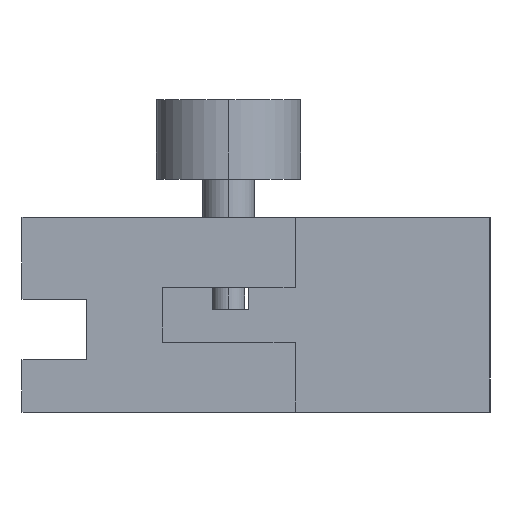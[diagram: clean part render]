
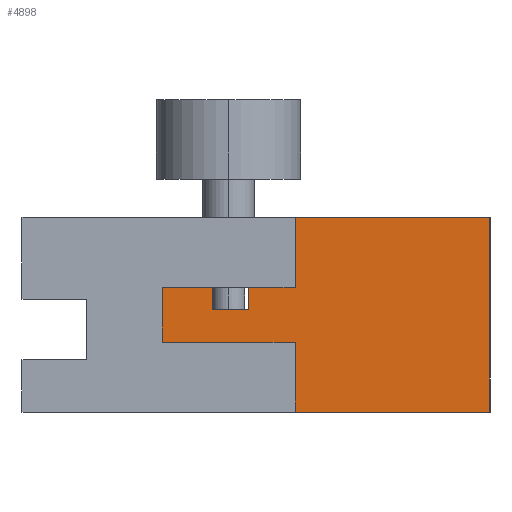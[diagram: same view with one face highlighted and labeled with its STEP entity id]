
A CAD part, left-side view. The second image highlights one B-rep face of the part: STEP entity #4898.
In plain terms, the highlighted planar face has unit normal (-1, 0, 0).
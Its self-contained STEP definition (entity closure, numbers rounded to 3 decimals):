
#1590 = CARTESIAN_POINT ( 'NONE',  ( -48., 13.26, 1.5 ) ) ;
#1593 = CARTESIAN_POINT ( 'NONE',  ( -48., 10.7, -1.51 ) ) ;
#1600 = CARTESIAN_POINT ( 'NONE',  ( -48., 0., -5.35 ) ) ;
#1604 = CARTESIAN_POINT ( 'NONE',  ( -48., 18., 1.5 ) ) ;
#1641 = CARTESIAN_POINT ( 'NONE',  ( -48., 10.7, -5.35 ) ) ;
#1644 = FACE_OUTER_BOUND ( 'NONE', #3205, .T. ) ;
#1645 = PLANE ( 'NONE',  #3509 ) ;
#1647 = DIRECTION ( 'NONE',  ( 1., 0., 0. ) ) ;
#1648 = DIRECTION ( 'NONE',  ( 0., 0., -1. ) ) ;
#1921 = LINE ( 'NONE', #1931, #5132 ) ;
#1931 = CARTESIAN_POINT ( 'NONE',  ( -48., 13.26, 1.5 ) ) ;
#1932 = DIRECTION ( 'NONE',  ( 0., -1., 0. ) ) ;
#1957 = LINE ( 'NONE', #1959, #5131 ) ;
#1958 = CARTESIAN_POINT ( 'NONE',  ( -48., 10.7, -5.35 ) ) ;
#1959 = CARTESIAN_POINT ( 'NONE',  ( -48., 18., -1.51 ) ) ;
#1960 = DIRECTION ( 'NONE',  ( 0., 0., 1. ) ) ;
#1966 = LINE ( 'NONE', #1968, #5125 ) ;
#1967 = LINE ( 'NONE', #1958, #4977 ) ;
#1968 = CARTESIAN_POINT ( 'NONE',  ( -48., 10.7, -1.51 ) ) ;
#1969 = DIRECTION ( 'NONE',  ( 0., 1., 0. ) ) ;
#1978 = DIRECTION ( 'NONE',  ( 0., 0., 1. ) ) ;
#1988 = LINE ( 'NONE', #1996, #5113 ) ;
#1996 = CARTESIAN_POINT ( 'NONE',  ( -48., 0., -5.35 ) ) ;
#1997 = DIRECTION ( 'NONE',  ( 0., 1., 0. ) ) ;
#2941 = VERTEX_POINT ( 'NONE', #7863 ) ;
#2948 = VERTEX_POINT ( 'NONE', #7870 ) ;
#2949 = VERTEX_POINT ( 'NONE', #7871 ) ;
#2950 = VERTEX_POINT ( 'NONE', #7872 ) ;
#2953 = VERTEX_POINT ( 'NONE', #7875 ) ;
#2956 = VERTEX_POINT ( 'NONE', #7878 ) ;
#2957 = VERTEX_POINT ( 'NONE', #7879 ) ;
#2961 = VERTEX_POINT ( 'NONE', #7883 ) ;
#2972 = VERTEX_POINT ( 'NONE', #1590 ) ;
#2975 = VERTEX_POINT ( 'NONE', #1593 ) ;
#2982 = VERTEX_POINT ( 'NONE', #1600 ) ;
#2986 = VERTEX_POINT ( 'NONE', #1604 ) ;
#3076 = ORIENTED_EDGE ( 'NONE', *, *, #5175, .F. ) ;
#3077 = ORIENTED_EDGE ( 'NONE', *, *, #5544, .F. ) ;
#3078 = ORIENTED_EDGE ( 'NONE', *, *, #5477, .F. ) ;
#3079 = ORIENTED_EDGE ( 'NONE', *, *, #5478, .F. ) ;
#3080 = ORIENTED_EDGE ( 'NONE', *, *, #5153, .F. ) ;
#3081 = ORIENTED_EDGE ( 'NONE', *, *, #5550, .F. ) ;
#3082 = ORIENTED_EDGE ( 'NONE', *, *, #5433, .F. ) ;
#3083 = ORIENTED_EDGE ( 'NONE', *, *, #5432, .F. ) ;
#3084 = ORIENTED_EDGE ( 'NONE', *, *, #5431, .F. ) ;
#3085 = ORIENTED_EDGE ( 'NONE', *, *, #5162, .F. ) ;
#3086 = ORIENTED_EDGE ( 'NONE', *, *, #5165, .F. ) ;
#3087 = ORIENTED_EDGE ( 'NONE', *, *, #5168, .F. ) ;
#3205 = EDGE_LOOP ( 'NONE', ( #3076, #3077, #3078, #3079, #3080, #3081, #3082, #3083, #3084, #3085, #3086, #3087 ) ) ;
#3300 = VECTOR ( 'NONE', #4569, 1000. ) ;
#3303 = VECTOR ( 'NONE', #4548, 1000. ) ;
#3349 = VECTOR ( 'NONE', #4243, 1000. ) ;
#3382 = VECTOR ( 'NONE', #4246, 1000. ) ;
#3387 = VECTOR ( 'NONE', #5784, 1000. ) ;
#3456 = VECTOR ( 'NONE', #5777, 1000. ) ;
#3458 = VECTOR ( 'NONE', #5780, 1000. ) ;
#3509 = AXIS2_PLACEMENT_3D ( 'NONE', #1641, #1647, #1648 ) ;
#4230 = LINE ( 'NONE', #4242, #3349 ) ;
#4236 = LINE ( 'NONE', #4244, #3382 ) ;
#4242 = CARTESIAN_POINT ( 'NONE',  ( -48., 10.7, 5.35 ) ) ;
#4243 = DIRECTION ( 'NONE',  ( 0., -1., 0. ) ) ;
#4244 = CARTESIAN_POINT ( 'NONE',  ( -48., 10.7, 1.5 ) ) ;
#4246 = DIRECTION ( 'NONE',  ( 0., 0., 1. ) ) ;
#4540 = LINE ( 'NONE', #4541, #3303 ) ;
#4541 = CARTESIAN_POINT ( 'NONE',  ( -48., 0., 5.35 ) ) ;
#4548 = DIRECTION ( 'NONE',  ( 0., 0., -1. ) ) ;
#4567 = LINE ( 'NONE', #4568, #3300 ) ;
#4568 = CARTESIAN_POINT ( 'NONE',  ( -48., 13.26, 0.3 ) ) ;
#4569 = DIRECTION ( 'NONE',  ( 0., 0., 1. ) ) ;
#4898 = ADVANCED_FACE ( 'NONE', ( #1644 ), #1645, .F. ) ;
#4977 = VECTOR ( 'NONE', #1978, 1000. ) ;
#5113 = VECTOR ( 'NONE', #1997, 1000. ) ;
#5125 = VECTOR ( 'NONE', #1969, 1000. ) ;
#5131 = VECTOR ( 'NONE', #1960, 1000. ) ;
#5132 = VECTOR ( 'NONE', #1932, 1000. ) ;
#5153 = EDGE_CURVE ( 'NONE', #2972, #2949, #1921, .T. ) ;
#5162 = EDGE_CURVE ( 'NONE', #2961, #2986, #1957, .T. ) ;
#5165 = EDGE_CURVE ( 'NONE', #2975, #2961, #1966, .T. ) ;
#5168 = EDGE_CURVE ( 'NONE', #2957, #2975, #1967, .T. ) ;
#5175 = EDGE_CURVE ( 'NONE', #2982, #2957, #1988, .T. ) ;
#5431 = EDGE_CURVE ( 'NONE', #2986, #2953, #5775, .T. ) ;
#5432 = EDGE_CURVE ( 'NONE', #2953, #2956, #5778, .T. ) ;
#5433 = EDGE_CURVE ( 'NONE', #2956, #2950, #5781, .T. ) ;
#5477 = EDGE_CURVE ( 'NONE', #2948, #2941, #4230, .T. ) ;
#5478 = EDGE_CURVE ( 'NONE', #2949, #2948, #4236, .T. ) ;
#5544 = EDGE_CURVE ( 'NONE', #2941, #2982, #4540, .T. ) ;
#5550 = EDGE_CURVE ( 'NONE', #2950, #2972, #4567, .T. ) ;
#5775 = LINE ( 'NONE', #5776, #3456 ) ;
#5776 = CARTESIAN_POINT ( 'NONE',  ( -48., 18., 1.5 ) ) ;
#5777 = DIRECTION ( 'NONE',  ( 0., -1., 0. ) ) ;
#5778 = LINE ( 'NONE', #5779, #3458 ) ;
#5779 = CARTESIAN_POINT ( 'NONE',  ( -48., 15.25, 1.5 ) ) ;
#5780 = DIRECTION ( 'NONE',  ( 0., 0., -1. ) ) ;
#5781 = LINE ( 'NONE', #5783, #3387 ) ;
#5783 = CARTESIAN_POINT ( 'NONE',  ( -48., 15.25, 0.3 ) ) ;
#5784 = DIRECTION ( 'NONE',  ( 0., -1., 0. ) ) ;
#7863 = CARTESIAN_POINT ( 'NONE',  ( -48., 0., 5.35 ) ) ;
#7870 = CARTESIAN_POINT ( 'NONE',  ( -48., 10.7, 5.35 ) ) ;
#7871 = CARTESIAN_POINT ( 'NONE',  ( -48., 10.7, 1.5 ) ) ;
#7872 = CARTESIAN_POINT ( 'NONE',  ( -48., 13.26, 0.3 ) ) ;
#7875 = CARTESIAN_POINT ( 'NONE',  ( -48., 15.25, 1.5 ) ) ;
#7878 = CARTESIAN_POINT ( 'NONE',  ( -48., 15.25, 0.3 ) ) ;
#7879 = CARTESIAN_POINT ( 'NONE',  ( -48., 10.7, -5.35 ) ) ;
#7883 = CARTESIAN_POINT ( 'NONE',  ( -48., 18., -1.51 ) ) ;
